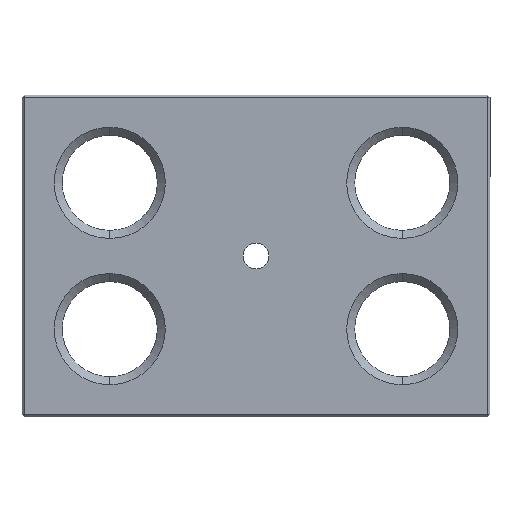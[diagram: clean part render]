
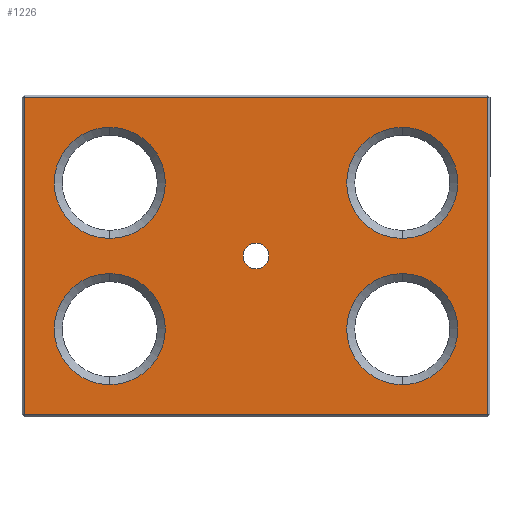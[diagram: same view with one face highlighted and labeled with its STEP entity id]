
A CAD part, front view. The second image highlights one B-rep face of the part: STEP entity #1226.
In plain terms, the highlighted planar face has unit normal (0, -1, 0).
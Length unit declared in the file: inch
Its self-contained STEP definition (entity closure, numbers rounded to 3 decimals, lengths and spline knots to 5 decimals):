
#19 = AXIS2_PLACEMENT_3D ( 'NONE', #924, #936, #940 ) ;
#60 = AXIS2_PLACEMENT_3D ( 'NONE', #593, #591, #592 ) ;
#63 = AXIS2_PLACEMENT_3D ( 'NONE', #647, #642, #641 ) ;
#76 = AXIS2_PLACEMENT_3D ( 'NONE', #808, #807, #806 ) ;
#77 = AXIS2_PLACEMENT_3D ( 'NONE', #805, #804, #803 ) ;
#78 = AXIS2_PLACEMENT_3D ( 'NONE', #802, #801, #800 ) ;
#79 = AXIS2_PLACEMENT_3D ( 'NONE', #799, #798, #797 ) ;
#80 = AXIS2_PLACEMENT_3D ( 'NONE', #796, #795, #794 ) ;
#85 = AXIS2_PLACEMENT_3D ( 'NONE', #757, #756, #755 ) ;
#88 = AXIS2_PLACEMENT_3D ( 'NONE', #744, #743, #742 ) ;
#91 = AXIS2_PLACEMENT_3D ( 'NONE', #725, #724, #723 ) ;
#132 = FACE_OUTER_BOUND ( 'NONE', #1392, .T. ) ;
#152 = ORIENTED_EDGE ( 'NONE', *, *, #1466, .T. ) ;
#153 = ORIENTED_EDGE ( 'NONE', *, *, #1496, .T. ) ;
#186 = ORIENTED_EDGE ( 'NONE', *, *, #1467, .T. ) ;
#217 = CIRCLE ( 'NONE', #91, 0.1105 ) ;
#230 = CIRCLE ( 'NONE', #88, 0.475 ) ;
#238 = CIRCLE ( 'NONE', #85, 0.475 ) ;
#261 = VECTOR ( 'NONE', #788, 39.37008 ) ;
#262 = LINE ( 'NONE', #789, #261 ) ;
#263 = VECTOR ( 'NONE', #790, 39.37008 ) ;
#264 = LINE ( 'NONE', #791, #263 ) ;
#265 = VECTOR ( 'NONE', #792, 39.37008 ) ;
#266 = CIRCLE ( 'NONE', #80, 0.1105 ) ;
#267 = LINE ( 'NONE', #793, #265 ) ;
#268 = CIRCLE ( 'NONE', #79, 0.475 ) ;
#269 = CIRCLE ( 'NONE', #78, 0.475 ) ;
#270 = CIRCLE ( 'NONE', #77, 0.475 ) ;
#271 = CIRCLE ( 'NONE', #76, 0.475 ) ;
#345 = CIRCLE ( 'NONE', #63, 0.475 ) ;
#354 = CIRCLE ( 'NONE', #60, 0.475 ) ;
#407 = VECTOR ( 'NONE', #657, 39.37008 ) ;
#408 = LINE ( 'NONE', #652, #407 ) ;
#464 = FACE_BOUND ( 'NONE', #1444, .T. ) ;
#465 = FACE_BOUND ( 'NONE', #1430, .T. ) ;
#466 = FACE_BOUND ( 'NONE', #1421, .T. ) ;
#467 = FACE_BOUND ( 'NONE', #1402, .T. ) ;
#468 = FACE_BOUND ( 'NONE', #1411, .T. ) ;
#469 = ORIENTED_EDGE ( 'NONE', *, *, #1266, .T. ) ;
#484 = ORIENTED_EDGE ( 'NONE', *, *, #1465, .T. ) ;
#492 = ORIENTED_EDGE ( 'NONE', *, *, #1488, .T. ) ;
#502 = ORIENTED_EDGE ( 'NONE', *, *, #1468, .T. ) ;
#570 = ORIENTED_EDGE ( 'NONE', *, *, #1464, .T. ) ;
#591 = DIRECTION ( 'NONE',  ( 0., 1., 0. ) ) ;
#592 = DIRECTION ( 'NONE',  ( 0., 0., 1. ) ) ;
#593 = CARTESIAN_POINT ( 'NONE',  ( -1.25, 0., -0.625 ) ) ;
#641 = DIRECTION ( 'NONE',  ( 0., 0., 1. ) ) ;
#642 = DIRECTION ( 'NONE',  ( 0., 1., 0. ) ) ;
#647 = CARTESIAN_POINT ( 'NONE',  ( -1.25, 0., 0.625 ) ) ;
#652 = CARTESIAN_POINT ( 'NONE',  ( 1.98, 0., 1.375 ) ) ;
#657 = DIRECTION ( 'NONE',  ( 0., 0., 1. ) ) ;
#723 = DIRECTION ( 'NONE',  ( 0., 0., 1. ) ) ;
#724 = DIRECTION ( 'NONE',  ( 0., 1., 0. ) ) ;
#725 = CARTESIAN_POINT ( 'NONE',  ( 0., 0., 0. ) ) ;
#742 = DIRECTION ( 'NONE',  ( 0., 0., 1. ) ) ;
#743 = DIRECTION ( 'NONE',  ( 0., 1., 0. ) ) ;
#744 = CARTESIAN_POINT ( 'NONE',  ( 1.25, 0., 0.625 ) ) ;
#755 = DIRECTION ( 'NONE',  ( 0., 0., 1. ) ) ;
#756 = DIRECTION ( 'NONE',  ( 0., 1., 0. ) ) ;
#757 = CARTESIAN_POINT ( 'NONE',  ( 1.25, 0., -0.625 ) ) ;
#788 = DIRECTION ( 'NONE',  ( -1., 0., 0. ) ) ;
#789 = CARTESIAN_POINT ( 'NONE',  ( -2., 0., 1.355 ) ) ;
#790 = DIRECTION ( 'NONE',  ( 0., 0., -1. ) ) ;
#791 = CARTESIAN_POINT ( 'NONE',  ( -1.98, 0., 1.375 ) ) ;
#792 = DIRECTION ( 'NONE',  ( 1., 0., 0. ) ) ;
#793 = CARTESIAN_POINT ( 'NONE',  ( -2., 0., -1.355 ) ) ;
#794 = DIRECTION ( 'NONE',  ( 0., 0., 1. ) ) ;
#795 = DIRECTION ( 'NONE',  ( 0., 1., 0. ) ) ;
#796 = CARTESIAN_POINT ( 'NONE',  ( 0., 0., 0. ) ) ;
#797 = DIRECTION ( 'NONE',  ( 0., 0., 1. ) ) ;
#798 = DIRECTION ( 'NONE',  ( 0., 1., 0. ) ) ;
#799 = CARTESIAN_POINT ( 'NONE',  ( 1.25, 0., 0.625 ) ) ;
#800 = DIRECTION ( 'NONE',  ( 0., 0., 1. ) ) ;
#801 = DIRECTION ( 'NONE',  ( 0., 1., 0. ) ) ;
#802 = CARTESIAN_POINT ( 'NONE',  ( 1.25, 0., -0.625 ) ) ;
#803 = DIRECTION ( 'NONE',  ( 0., 0., 1. ) ) ;
#804 = DIRECTION ( 'NONE',  ( 0., 1., 0. ) ) ;
#805 = CARTESIAN_POINT ( 'NONE',  ( -1.25, 0., -0.625 ) ) ;
#806 = DIRECTION ( 'NONE',  ( 0., 0., 1. ) ) ;
#807 = DIRECTION ( 'NONE',  ( 0., 1., 0. ) ) ;
#808 = CARTESIAN_POINT ( 'NONE',  ( -1.25, 0., 0.625 ) ) ;
#924 = CARTESIAN_POINT ( 'NONE',  ( -2., 0., 1.375 ) ) ;
#933 = PLANE ( 'NONE',  #19 ) ;
#936 = DIRECTION ( 'NONE',  ( 0., 1., 0. ) ) ;
#940 = DIRECTION ( 'NONE',  ( 0., 0., 1. ) ) ;
#1057 = VERTEX_POINT ( 'NONE', #1108 ) ;
#1059 = CARTESIAN_POINT ( 'NONE',  ( 1.25, 0., -1.1 ) ) ;
#1067 = CARTESIAN_POINT ( 'NONE',  ( 1.25, 0., 1.1 ) ) ;
#1069 = CARTESIAN_POINT ( 'NONE',  ( 1.25, 0., 0.15 ) ) ;
#1073 = CARTESIAN_POINT ( 'NONE',  ( -1.25, 0., 1.1 ) ) ;
#1077 = CARTESIAN_POINT ( 'NONE',  ( 0., 0., 0.1105 ) ) ;
#1080 = CARTESIAN_POINT ( 'NONE',  ( -1.25, 0., -1.1 ) ) ;
#1086 = CARTESIAN_POINT ( 'NONE',  ( 1.25, 0., -0.15 ) ) ;
#1092 = CARTESIAN_POINT ( 'NONE',  ( 0., 0., -0.1105 ) ) ;
#1104 = CARTESIAN_POINT ( 'NONE',  ( -1.98, 0., 1.355 ) ) ;
#1106 = CARTESIAN_POINT ( 'NONE',  ( 1.98, 0., 1.355 ) ) ;
#1108 = CARTESIAN_POINT ( 'NONE',  ( -1.25, 0., 0.15 ) ) ;
#1109 = CARTESIAN_POINT ( 'NONE',  ( 1.98, 0., -1.355 ) ) ;
#1112 = VERTEX_POINT ( 'NONE', #1109 ) ;
#1114 = VERTEX_POINT ( 'NONE', #1106 ) ;
#1115 = VERTEX_POINT ( 'NONE', #1104 ) ;
#1120 = VERTEX_POINT ( 'NONE', #1128 ) ;
#1122 = CARTESIAN_POINT ( 'NONE',  ( -1.98, 0., -1.355 ) ) ;
#1128 = CARTESIAN_POINT ( 'NONE',  ( -1.25, 0., -0.15 ) ) ;
#1134 = VERTEX_POINT ( 'NONE', #1122 ) ;
#1146 = VERTEX_POINT ( 'NONE', #1092 ) ;
#1154 = VERTEX_POINT ( 'NONE', #1086 ) ;
#1164 = VERTEX_POINT ( 'NONE', #1080 ) ;
#1169 = VERTEX_POINT ( 'NONE', #1077 ) ;
#1173 = VERTEX_POINT ( 'NONE', #1073 ) ;
#1185 = VERTEX_POINT ( 'NONE', #1069 ) ;
#1186 = VERTEX_POINT ( 'NONE', #1067 ) ;
#1199 = VERTEX_POINT ( 'NONE', #1059 ) ;
#1226 = ADVANCED_FACE ( 'NONE', ( #132, #468, #467, #466, #465, #464 ), #933, .F. ) ;
#1266 = EDGE_CURVE ( 'NONE', #1112, #1114, #408, .T. ) ;
#1291 = EDGE_CURVE ( 'NONE', #1164, #1120, #354, .T. ) ;
#1297 = EDGE_CURVE ( 'NONE', #1057, #1173, #345, .T. ) ;
#1337 = ORIENTED_EDGE ( 'NONE', *, *, #1483, .T. ) ;
#1347 = ORIENTED_EDGE ( 'NONE', *, *, #1463, .T. ) ;
#1358 = ORIENTED_EDGE ( 'NONE', *, *, #1291, .T. ) ;
#1367 = ORIENTED_EDGE ( 'NONE', *, *, #1462, .T. ) ;
#1377 = ORIENTED_EDGE ( 'NONE', *, *, #1297, .T. ) ;
#1386 = ORIENTED_EDGE ( 'NONE', *, *, #1461, .T. ) ;
#1392 = EDGE_LOOP ( 'NONE', ( #469, #502, #186, #152 ) ) ;
#1402 = EDGE_LOOP ( 'NONE', ( #492, #570 ) ) ;
#1411 = EDGE_LOOP ( 'NONE', ( #484, #153 ) ) ;
#1421 = EDGE_LOOP ( 'NONE', ( #1337, #1347 ) ) ;
#1430 = EDGE_LOOP ( 'NONE', ( #1358, #1367 ) ) ;
#1444 = EDGE_LOOP ( 'NONE', ( #1377, #1386 ) ) ;
#1461 = EDGE_CURVE ( 'NONE', #1173, #1057, #271, .T. ) ;
#1462 = EDGE_CURVE ( 'NONE', #1120, #1164, #270, .T. ) ;
#1463 = EDGE_CURVE ( 'NONE', #1154, #1199, #269, .T. ) ;
#1464 = EDGE_CURVE ( 'NONE', #1186, #1185, #268, .T. ) ;
#1465 = EDGE_CURVE ( 'NONE', #1169, #1146, #266, .T. ) ;
#1466 = EDGE_CURVE ( 'NONE', #1134, #1112, #267, .T. ) ;
#1467 = EDGE_CURVE ( 'NONE', #1115, #1134, #264, .T. ) ;
#1468 = EDGE_CURVE ( 'NONE', #1114, #1115, #262, .T. ) ;
#1483 = EDGE_CURVE ( 'NONE', #1199, #1154, #238, .T. ) ;
#1488 = EDGE_CURVE ( 'NONE', #1185, #1186, #230, .T. ) ;
#1496 = EDGE_CURVE ( 'NONE', #1146, #1169, #217, .T. ) ;
